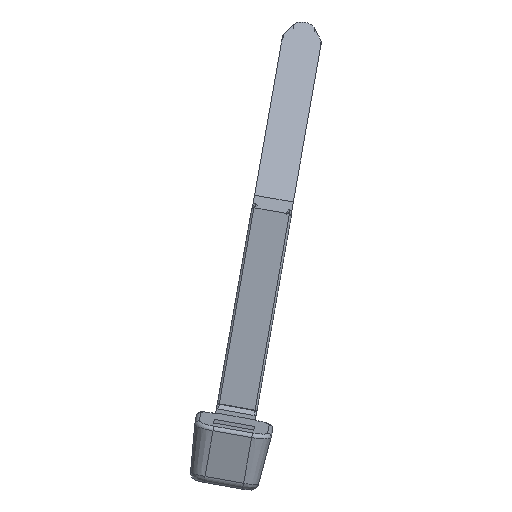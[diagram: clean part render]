
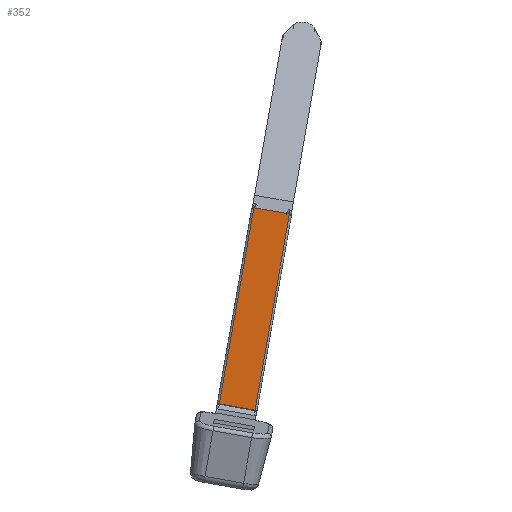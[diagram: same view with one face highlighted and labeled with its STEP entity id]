
A CAD part, left-side view. The second image highlights one B-rep face of the part: STEP entity #352.
In plain terms, the highlighted face is planar.
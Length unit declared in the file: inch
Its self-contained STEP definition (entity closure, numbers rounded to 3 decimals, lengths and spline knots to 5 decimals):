
#352=ADVANCED_FACE('',(#535),#427,.T.);
#427=PLANE('',#2383);
#535=FACE_OUTER_BOUND('',#663,.T.);
#663=EDGE_LOOP('',(#1176,#1177,#1178,#1179,#1180,#1181,#1182,#1183,#1184,
#1185,#1186,#1187));
#1176=ORIENTED_EDGE('',*,*,#1806,.T.);
#1177=ORIENTED_EDGE('',*,*,#1807,.F.);
#1178=ORIENTED_EDGE('',*,*,#1650,.F.);
#1179=ORIENTED_EDGE('',*,*,#1808,.F.);
#1180=ORIENTED_EDGE('',*,*,#1809,.T.);
#1181=ORIENTED_EDGE('',*,*,#1810,.F.);
#1182=ORIENTED_EDGE('',*,*,#1802,.F.);
#1183=ORIENTED_EDGE('',*,*,#1811,.F.);
#1184=ORIENTED_EDGE('',*,*,#1812,.F.);
#1185=ORIENTED_EDGE('',*,*,#1813,.F.);
#1186=ORIENTED_EDGE('',*,*,#1659,.F.);
#1187=ORIENTED_EDGE('',*,*,#1814,.F.);
#1431=VERTEX_POINT('',#3416);
#1432=VERTEX_POINT('',#3417);
#1438=VERTEX_POINT('',#3432);
#1439=VERTEX_POINT('',#3434);
#1526=VERTEX_POINT('',#4063);
#1527=VERTEX_POINT('',#4064);
#1529=VERTEX_POINT('',#4071);
#1530=VERTEX_POINT('',#4072);
#1531=VERTEX_POINT('',#4075);
#1532=VERTEX_POINT('',#4077);
#1533=VERTEX_POINT('',#4080);
#1534=VERTEX_POINT('',#4082);
#1650=EDGE_CURVE('',#1431,#1432,#1928,.T.);
#1659=EDGE_CURVE('',#1438,#1439,#1934,.T.);
#1802=EDGE_CURVE('',#1526,#1527,#2002,.T.);
#1806=EDGE_CURVE('',#1529,#1530,#2004,.T.);
#1807=EDGE_CURVE('',#1432,#1530,#2005,.T.);
#1808=EDGE_CURVE('',#1531,#1431,#2006,.T.);
#1809=EDGE_CURVE('',#1531,#1532,#2007,.T.);
#1810=EDGE_CURVE('',#1527,#1532,#2008,.T.);
#1811=EDGE_CURVE('',#1533,#1526,#2009,.T.);
#1812=EDGE_CURVE('',#1534,#1533,#2010,.T.);
#1813=EDGE_CURVE('',#1439,#1534,#2011,.T.);
#1814=EDGE_CURVE('',#1529,#1438,#2012,.T.);
#1928=LINE('',#3415,#2111);
#1934=LINE('',#3433,#2117);
#2002=LINE('',#4062,#2185);
#2004=LINE('',#4070,#2187);
#2005=LINE('',#4073,#2188);
#2006=LINE('',#4074,#2189);
#2007=LINE('',#4076,#2190);
#2008=LINE('',#4078,#2191);
#2009=LINE('',#4079,#2192);
#2010=LINE('',#4081,#2193);
#2011=LINE('',#4083,#2194);
#2012=LINE('',#4084,#2195);
#2111=VECTOR('',#2617,1.);
#2117=VECTOR('',#2631,1.);
#2185=VECTOR('',#2891,1.);
#2187=VECTOR('',#2899,1.);
#2188=VECTOR('',#2900,1.);
#2189=VECTOR('',#2901,1.);
#2190=VECTOR('',#2902,1.);
#2191=VECTOR('',#2903,1.);
#2192=VECTOR('',#2904,1.);
#2193=VECTOR('',#2905,1.);
#2194=VECTOR('',#2906,1.);
#2195=VECTOR('',#2907,1.);
#2383=AXIS2_PLACEMENT_3D('',#4085,#2908,#2909);
#2617=DIRECTION('',(1.,0.,0.));
#2631=DIRECTION('',(1.,0.,0.));
#2891=DIRECTION('',(1.,0.,0.));
#2899=DIRECTION('',(-1.,0.,0.));
#2900=DIRECTION('',(0.,-0.985,-0.174));
#2901=DIRECTION('',(0.,0.985,0.174));
#2902=DIRECTION('',(-1.,0.,0.));
#2903=DIRECTION('',(0.,-0.985,-0.174));
#2904=DIRECTION('',(0.,-0.985,-0.174));
#2905=DIRECTION('',(-1.,0.,0.));
#2906=DIRECTION('',(0.,0.985,0.174));
#2907=DIRECTION('',(0.,0.985,0.174));
#2908=DIRECTION('',(0.,0.174,-0.985));
#2909=DIRECTION('',(-1.,0.,0.));
#3415=CARTESIAN_POINT('',(-0.09116,-3.91124,-1.61381));
#3416=CARTESIAN_POINT('',(-0.08391,-3.91124,-1.61381));
#3417=CARTESIAN_POINT('',(0.00009,-3.91124,-1.61381));
#3432=CARTESIAN_POINT('',(0.00059,-3.91124,-1.61381));
#3433=CARTESIAN_POINT('',(-0.09116,-3.91124,-1.61381));
#3434=CARTESIAN_POINT('',(0.00234,-3.91124,-1.61381));
#4062=CARTESIAN_POINT('',(-0.09116,-3.91124,-1.61381));
#4063=CARTESIAN_POINT('',(-0.08616,-3.91124,-1.61381));
#4064=CARTESIAN_POINT('',(-0.08441,-3.91124,-1.61381));
#4070=CARTESIAN_POINT('',(-0.09116,-3.97333,-1.62476));
#4071=CARTESIAN_POINT('',(0.00059,-3.97333,-1.62476));
#4072=CARTESIAN_POINT('',(0.00009,-3.97333,-1.62476));
#4073=CARTESIAN_POINT('',(0.00009,-3.91124,-1.61381));
#4074=CARTESIAN_POINT('',(-0.08391,-3.91124,-1.61381));
#4075=CARTESIAN_POINT('',(-0.08391,-3.97333,-1.62476));
#4076=CARTESIAN_POINT('',(-0.09116,-3.97333,-1.62476));
#4077=CARTESIAN_POINT('',(-0.08441,-3.97333,-1.62476));
#4078=CARTESIAN_POINT('',(-0.08441,-3.91124,-1.61381));
#4079=CARTESIAN_POINT('',(-0.08616,-3.91124,-1.61381));
#4080=CARTESIAN_POINT('',(-0.08616,-1.14525,-1.12609));
#4081=CARTESIAN_POINT('',(-0.09116,-1.14525,-1.12609));
#4082=CARTESIAN_POINT('',(0.00234,-1.14525,-1.12609));
#4083=CARTESIAN_POINT('',(0.00234,-3.91124,-1.61381));
#4084=CARTESIAN_POINT('',(0.00059,-3.91124,-1.61381));
#4085=CARTESIAN_POINT('',(-0.09116,-3.91124,-1.61381));
